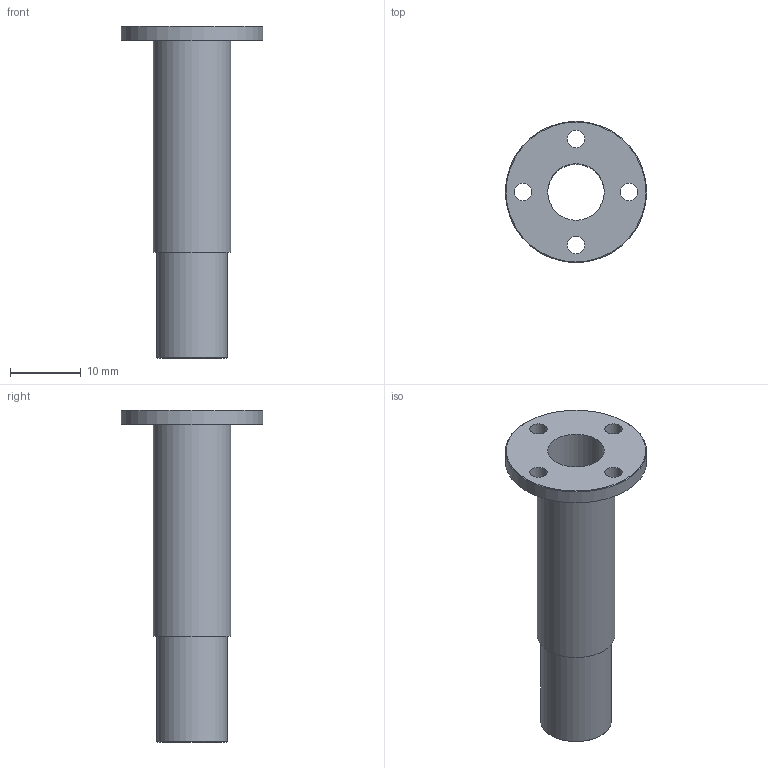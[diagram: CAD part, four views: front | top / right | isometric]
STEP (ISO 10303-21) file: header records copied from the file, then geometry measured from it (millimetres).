
FILE_DESCRIPTION(/* description */ (''),/* implementation_level */ '2;1');
FILE_NAME(/* name */ 'axe1_ipt_c7286bb9.STEP',/* time_stamp */ '2022-06-02T14:50:10+03:00',/* author */ ('Sulieman DAHER'),/* organization */ (''),/* preprocessor_version */ 'ST-DEVELOPER v16.13',/* originating_system */ 'Autodesk Inventor 2018',/* authorisation */ '');
FILE_SCHEMA (('AUTOMOTIVE_DESIGN { 1 0 10303 214 3 1 1 }'));
Length unit declared in the file: millimetre
Products named in the file (1): axe1
Bounding box: 20 x 20 x 47 mm (x, y, z)
Volume: 2256.5 mm3; surface area: 3360.9 mm2
Topology: 1 solids, 1 shells, 14 faces, 32 edges, 22 vertices
Faces by surface type: cylinder 8, plane 4, cone 2
Full cylindrical faces by diameter (mm): 2.459 x4, 8 x1, 10 x1, 11 x1, 20 x1
Entity records: 383 total; most frequent: DIRECTION 66, CARTESIAN_POINT 51, EDGE_LOOP 36, ORIENTED_EDGE 36, AXIS2_PLACEMENT_3D 33, FACE_BOUND 22, CIRCLE 18, VERTEX_POINT 18
